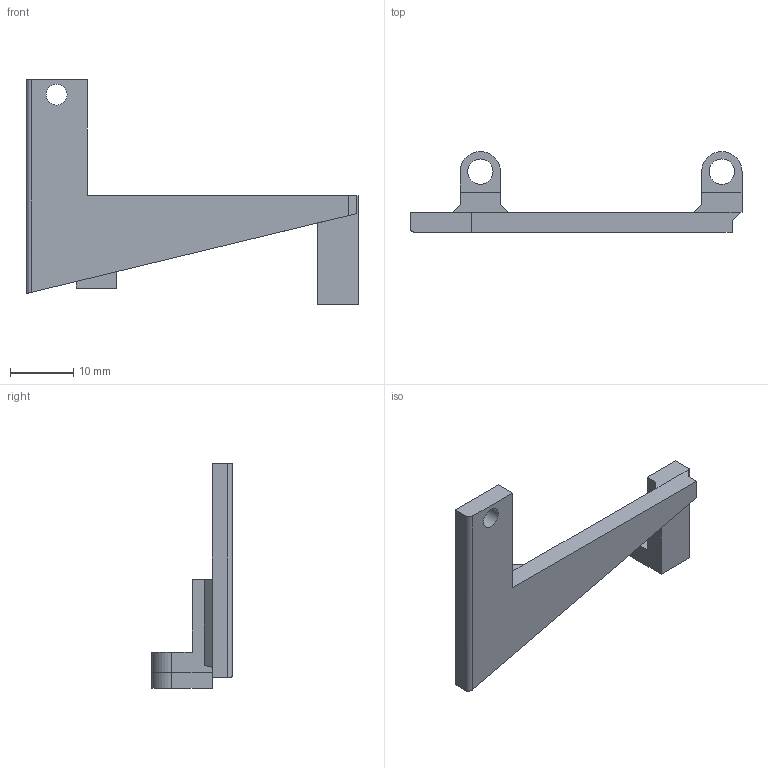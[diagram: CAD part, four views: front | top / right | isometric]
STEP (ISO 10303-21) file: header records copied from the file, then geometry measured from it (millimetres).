
FILE_DESCRIPTION(('FreeCAD Model'),'2;1');
FILE_NAME('Open CASCADE Shape Model','2025-02-28T16:21:43',(''),(''), 'Open CASCADE STEP processor 7.8','FreeCAD','Unknown');
FILE_SCHEMA(('AUTOMOTIVE_DESIGN { 1 0 10303 214 1 1 1 1 }'));
Length unit declared in the file: millimetre
Products named in the file (1): Door Hinge
Bounding box: 52.37 x 12.78 x 35.47 mm (x, y, z)
Volume: 2850.9 mm3; surface area: 2516.3 mm2
Topology: 1 solids, 1 shells, 33 faces, 94 edges, 63 vertices
Faces by surface type: plane 27, cylinder 6
Full cylindrical faces by diameter (mm): 3.302 x1, 4 x2
Entity records: 1102 total; most frequent: CARTESIAN_POINT 191, ORIENTED_EDGE 188, DIRECTION 174, EDGE_CURVE 94, LINE 82, VECTOR 82, VERTEX_POINT 63, AXIS2_PLACEMENT_3D 46
